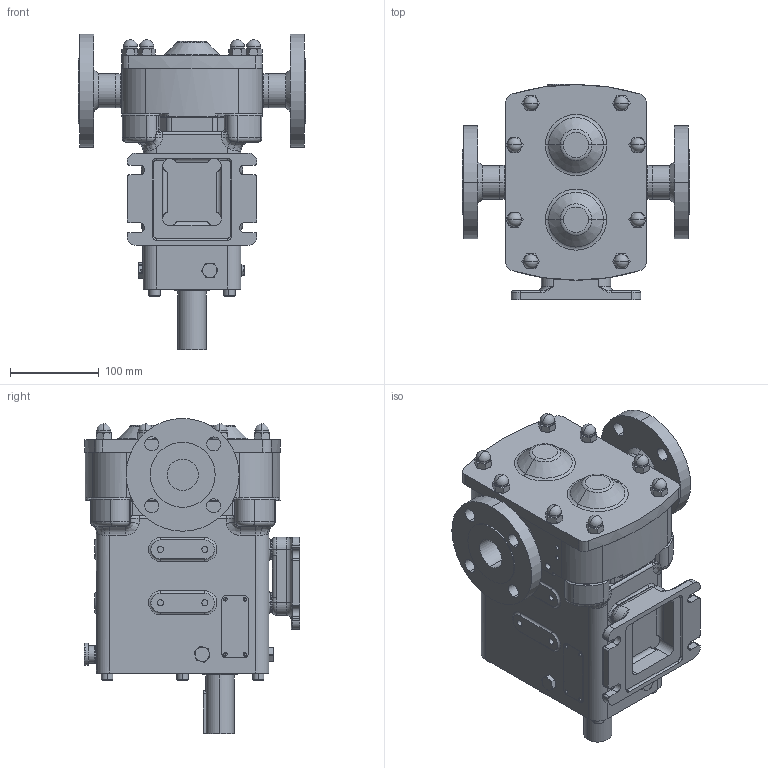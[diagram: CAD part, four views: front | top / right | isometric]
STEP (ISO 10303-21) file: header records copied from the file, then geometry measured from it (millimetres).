
FILE_DESCRIPTION (( 'STEP AP214' ), '1' );
FILE_NAME ('GA3985.STEP', '2024-11-06T21:00:46', ( '' ), ( '' ), 'SwSTEP 2.0', 'SolidWorks 2023', '' );
FILE_SCHEMA (( 'AUTOMOTIVE_DESIGN' ));
Length unit declared in the file: millimetre
Products named in the file (3): Copy of Z94-5301-22 - 1.5 INCH ASA 150^GA3985; Copy of R0200 CPP H BSD^GA3985; GA3985
Assembly tree (3 placements, depth 2):
  GA3985
    Copy of R0200 CPP H BSD^GA3985
    Copy of Z94-5301-22 - 1.5 INCH ASA 150^GA3985  x2
Bounding box: 256 x 243 x 354.7 mm (x, y, z)
Volume: 7082184.8 mm3; surface area: 422792.8 mm2
Topology: 3 solids, 3 shells, 949 faces, 2303 edges, 1376 vertices
Faces by surface type: cylinder 316, plane 297, cone 146, torus 112, bspline 54, sphere 24
Entity records: 29817 total; most frequent: CARTESIAN_POINT 8443, DIRECTION 4657, ORIENTED_EDGE 4362, EDGE_CURVE 2181, AXIS2_PLACEMENT_3D 1896, VERTEX_POINT 1326, CIRCLE 1017, EDGE_LOOP 1015
